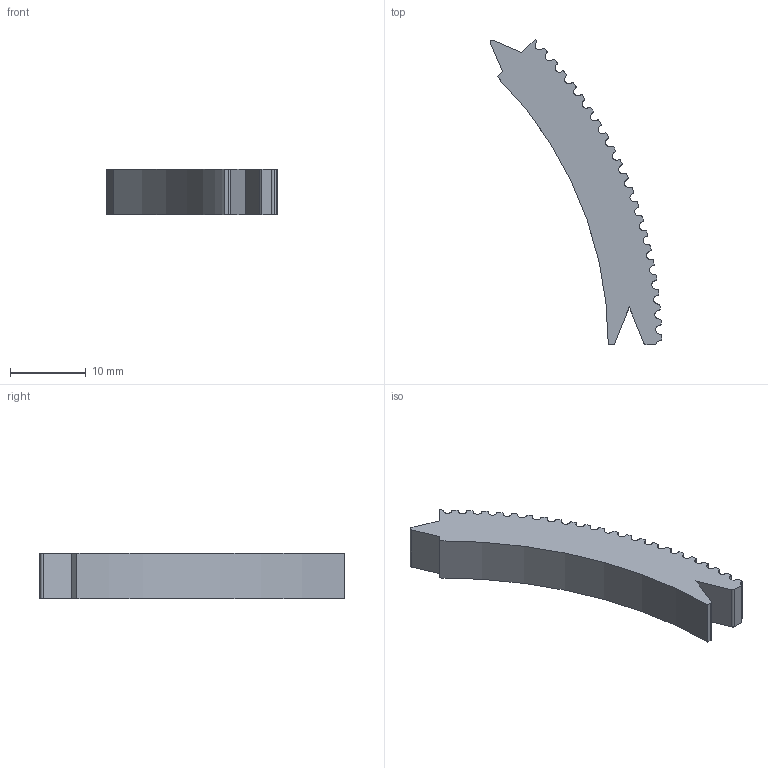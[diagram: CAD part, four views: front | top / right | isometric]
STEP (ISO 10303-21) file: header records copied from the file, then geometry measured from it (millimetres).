
FILE_DESCRIPTION(/* description */ ('Unknown'),/* implementation_level */ '2;1');
FILE_NAME(/* name */ '180_teeth',/* time_stamp */ '2023-04-10T19:21:13+01:00',/* author */ ('Unknown'),/* organization */ ('Unknown'),/* preprocessor_version */ 'ST-DEVELOPER v18.102',/* originating_system */ 'Solid Edge',/* authorisation */ 'Unknown');
FILE_SCHEMA (('AUTOMOTIVE_DESIGN {1 0 10303 214 3 1 1}'));
Length unit declared in the file: millimetre
Products named in the file (1): 180_teeth
Bounding box: 22.61 x 40.34 x 6 mm (x, y, z)
Volume: 1664.8 mm3; surface area: 1328.9 mm2
Topology: 1 solids, 1 shells, 150 faces, 444 edges, 296 vertices
Faces by surface type: cylinder 140, plane 10
Entity records: 5218 total; most frequent: DIRECTION 1026, CARTESIAN_POINT 891, ORIENTED_EDGE 888, EDGE_CURVE 444, AXIS2_PLACEMENT_3D 431, VERTEX_POINT 296, CIRCLE 280, LINE 164
